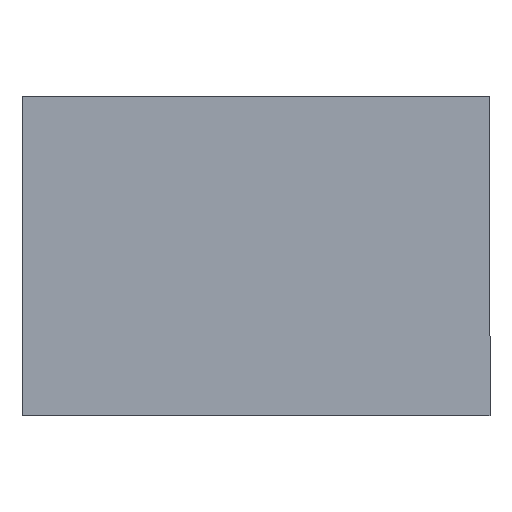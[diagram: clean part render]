
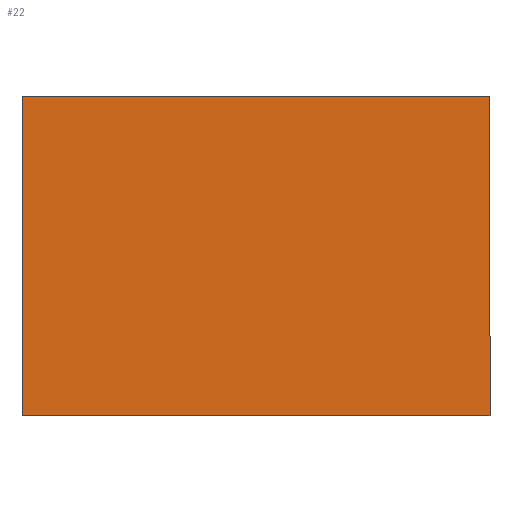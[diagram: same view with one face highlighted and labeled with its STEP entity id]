
A CAD part, top view. The second image highlights one B-rep face of the part: STEP entity #22.
In plain terms, the highlighted planar face has unit normal (0, 0, 1).
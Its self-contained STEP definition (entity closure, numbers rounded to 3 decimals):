
#4 = EDGE_CURVE ( 'NONE', #53, #131, #143, .T. ) ;
#8 = CARTESIAN_POINT ( 'NONE',  ( 330., 0., 20. ) ) ;
#12 = CARTESIAN_POINT ( 'NONE',  ( 0., 0., 20. ) ) ;
#18 = EDGE_CURVE ( 'NONE', #131, #134, #45, .T. ) ;
#22 = ADVANCED_FACE ( 'NONE', ( #79 ), #40, .F. ) ;
#37 = VECTOR ( 'NONE', #180, 1000. ) ;
#40 = PLANE ( 'NONE',  #129 ) ;
#43 = DIRECTION ( 'NONE',  ( 1., 0., 0. ) ) ;
#45 = LINE ( 'NONE', #118, #37 ) ;
#46 = LINE ( 'NONE', #57, #172 ) ;
#53 = VERTEX_POINT ( 'NONE', #100 ) ;
#57 = CARTESIAN_POINT ( 'NONE',  ( 330., 0., 20. ) ) ;
#67 = DIRECTION ( 'NONE',  ( 0., 0., -1. ) ) ;
#72 = CARTESIAN_POINT ( 'NONE',  ( 0., 225., 20. ) ) ;
#79 = FACE_OUTER_BOUND ( 'NONE', #99, .T. ) ;
#82 = VERTEX_POINT ( 'NONE', #8 ) ;
#85 = DIRECTION ( 'NONE',  ( -1., 0., 0. ) ) ;
#93 = ORIENTED_EDGE ( 'NONE', *, *, #127, .T. ) ;
#99 = EDGE_LOOP ( 'NONE', ( #200, #153, #93, #177 ) ) ;
#100 = CARTESIAN_POINT ( 'NONE',  ( 330., 225., 20. ) ) ;
#118 = CARTESIAN_POINT ( 'NONE',  ( 0., 0., 20. ) ) ;
#119 = DIRECTION ( 'NONE',  ( -1., 0., 0. ) ) ;
#127 = EDGE_CURVE ( 'NONE', #82, #53, #46, .T. ) ;
#129 = AXIS2_PLACEMENT_3D ( 'NONE', #174, #67, #85 ) ;
#131 = VERTEX_POINT ( 'NONE', #72 ) ;
#134 = VERTEX_POINT ( 'NONE', #146 ) ;
#143 = LINE ( 'NONE', #144, #191 ) ;
#144 = CARTESIAN_POINT ( 'NONE',  ( 0., 225., 20. ) ) ;
#146 = CARTESIAN_POINT ( 'NONE',  ( 0., 0., 20. ) ) ;
#153 = ORIENTED_EDGE ( 'NONE', *, *, #171, .T. ) ;
#165 = LINE ( 'NONE', #12, #187 ) ;
#171 = EDGE_CURVE ( 'NONE', #134, #82, #165, .T. ) ;
#172 = VECTOR ( 'NONE', #181, 1000. ) ;
#174 = CARTESIAN_POINT ( 'NONE',  ( 0., 0., 20. ) ) ;
#177 = ORIENTED_EDGE ( 'NONE', *, *, #4, .T. ) ;
#180 = DIRECTION ( 'NONE',  ( 0., -1., 0. ) ) ;
#181 = DIRECTION ( 'NONE',  ( 0., 1., 0. ) ) ;
#187 = VECTOR ( 'NONE', #43, 1000. ) ;
#191 = VECTOR ( 'NONE', #119, 1000. ) ;
#200 = ORIENTED_EDGE ( 'NONE', *, *, #18, .T. ) ;
